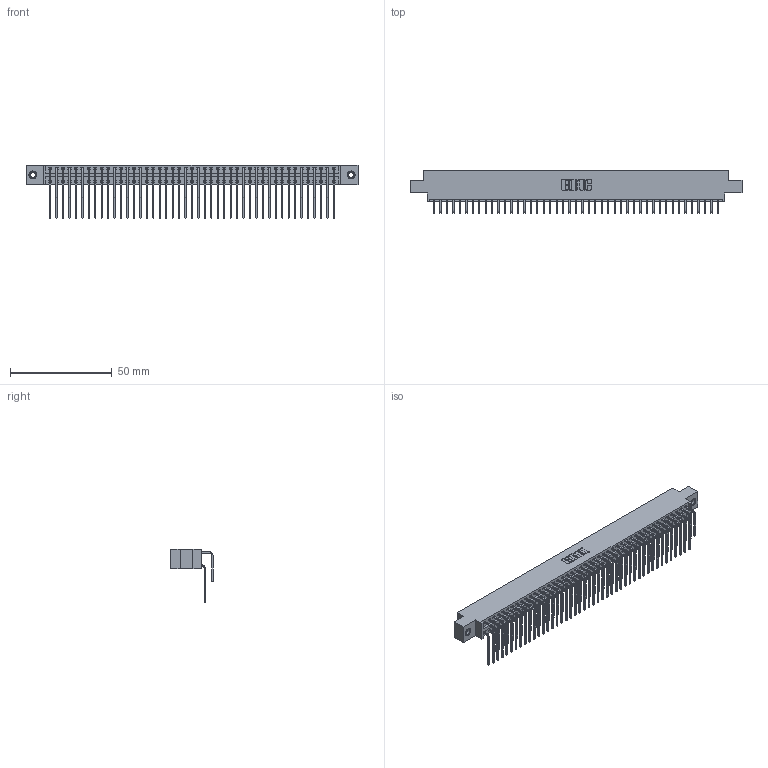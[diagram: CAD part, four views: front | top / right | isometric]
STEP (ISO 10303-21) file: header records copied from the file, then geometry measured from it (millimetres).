
FILE_DESCRIPTION (( 'STEP AP203' ), '1' );
FILE_NAME ('396-090-559-807.STEP', '2019-11-03T14:27:22', ( '' ), ( '' ), 'SwSTEP 2.0', 'SolidWorks 2016', '' );
FILE_SCHEMA (( 'CONFIG_CONTROL_DESIGN' ));
Length unit declared in the file: inch
Products named in the file (5): 396-090-559-807; 345-292-001_559 Tail - 2; 346 Part_0.170 Offset - 0.156 Dia-TI; 345-250-001_345-250-005-103; 345-292-001_558 559 Tail - 1
Assembly tree (93 placements, depth 2):
  396-090-559-807
    346 Part_0.170 Offset - 0.156 Dia-TI
    345-292-001_558 559 Tail - 1  x45
    345-292-001_559 Tail - 2  x45
    345-250-001_345-250-005-103  x2
Bounding box: 163.45 x 20.89 x 26.16 mm (x, y, z)
Volume: 16312.7 mm3; surface area: 25174.1 mm2
Topology: 93 solids, 93 shells, 5046 faces, 14967 edges, 9850 vertices
Faces by surface type: plane 3442, cylinder 1588, cone 12, torus 4
Entity records: 32066 total; most frequent: CARTESIAN_POINT 5318, ORIENTED_EDGE 5194, DIRECTION 4735, EDGE_CURVE 2597, VECTOR 2225, LINE 2225, VERTEX_POINT 1724, AXIS2_PLACEMENT_3D 1255
